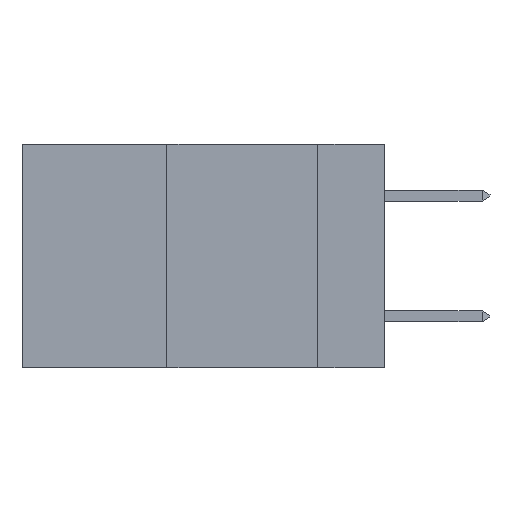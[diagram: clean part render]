
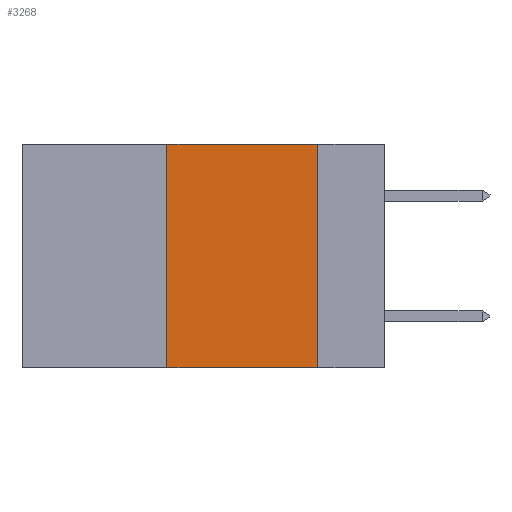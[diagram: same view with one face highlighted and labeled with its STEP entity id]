
A CAD part, left-side view. The second image highlights one B-rep face of the part: STEP entity #3268.
In plain terms, the highlighted planar face has unit normal (-1, 0, 0).
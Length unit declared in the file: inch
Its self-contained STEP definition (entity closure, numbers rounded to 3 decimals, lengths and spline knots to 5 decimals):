
#529 = DIRECTION ( 'NONE',  ( 0., 0., -1. ) ) ;
#657 = CARTESIAN_POINT ( 'NONE',  ( 0., 0.11, 0. ) ) ;
#735 = PLANE ( 'NONE',  #3920 ) ;
#764 = CARTESIAN_POINT ( 'NONE',  ( 0., 0.36, -0.37 ) ) ;
#833 = FACE_OUTER_BOUND ( 'NONE', #3740, .T. ) ;
#883 = VERTEX_POINT ( 'NONE', #13578 ) ;
#1553 = DIRECTION ( 'NONE',  ( 0., -1., 0. ) ) ;
#1657 = CARTESIAN_POINT ( 'NONE',  ( 0., 0.11, 0. ) ) ;
#1855 = DIRECTION ( 'NONE',  ( 0., 0., -1. ) ) ;
#2668 = VERTEX_POINT ( 'NONE', #657 ) ;
#3268 = ADVANCED_FACE ( 'NONE', ( #833 ), #735, .F. ) ;
#3388 = LINE ( 'NONE', #1657, #11247 ) ;
#3740 = EDGE_LOOP ( 'NONE', ( #4661, #7971, #10902, #5345 ) ) ;
#3746 = CARTESIAN_POINT ( 'NONE',  ( 0., 0.6, -0.37 ) ) ;
#3853 = EDGE_CURVE ( 'NONE', #2668, #4149, #3388, .T. ) ;
#3920 = AXIS2_PLACEMENT_3D ( 'NONE', #4047, #8528, #1855 ) ;
#4045 = DIRECTION ( 'NONE',  ( 0., 0., 1. ) ) ;
#4047 = CARTESIAN_POINT ( 'NONE',  ( 0., 0.6, 0. ) ) ;
#4149 = VERTEX_POINT ( 'NONE', #14177 ) ;
#4355 = EDGE_CURVE ( 'NONE', #883, #2668, #4994, .T. ) ;
#4661 = ORIENTED_EDGE ( 'NONE', *, *, #3853, .F. ) ;
#4677 = EDGE_CURVE ( 'NONE', #11748, #4149, #12543, .T. ) ;
#4811 = LINE ( 'NONE', #9595, #10026 ) ;
#4903 = DIRECTION ( 'NONE',  ( 0., -1., 0. ) ) ;
#4994 = LINE ( 'NONE', #9331, #13378 ) ;
#5345 = ORIENTED_EDGE ( 'NONE', *, *, #4677, .T. ) ;
#5352 = EDGE_CURVE ( 'NONE', #11748, #883, #4811, .T. ) ;
#7971 = ORIENTED_EDGE ( 'NONE', *, *, #4355, .F. ) ;
#8528 = DIRECTION ( 'NONE',  ( 1., 0., 0. ) ) ;
#9331 = CARTESIAN_POINT ( 'NONE',  ( 0., 0.6, 0. ) ) ;
#9595 = CARTESIAN_POINT ( 'NONE',  ( 0., 0.36, 0. ) ) ;
#9672 = VECTOR ( 'NONE', #4903, 39.37008 ) ;
#10026 = VECTOR ( 'NONE', #4045, 39.37008 ) ;
#10902 = ORIENTED_EDGE ( 'NONE', *, *, #5352, .F. ) ;
#11247 = VECTOR ( 'NONE', #529, 39.37008 ) ;
#11748 = VERTEX_POINT ( 'NONE', #764 ) ;
#12543 = LINE ( 'NONE', #3746, #9672 ) ;
#13378 = VECTOR ( 'NONE', #1553, 39.37008 ) ;
#13578 = CARTESIAN_POINT ( 'NONE',  ( 0., 0.36, 0. ) ) ;
#14177 = CARTESIAN_POINT ( 'NONE',  ( 0., 0.11, -0.37 ) ) ;
